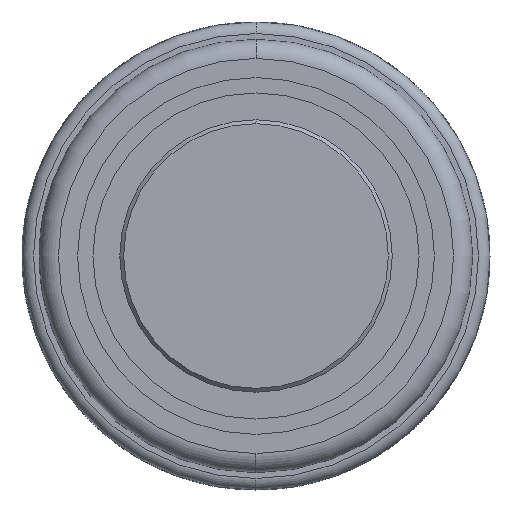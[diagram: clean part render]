
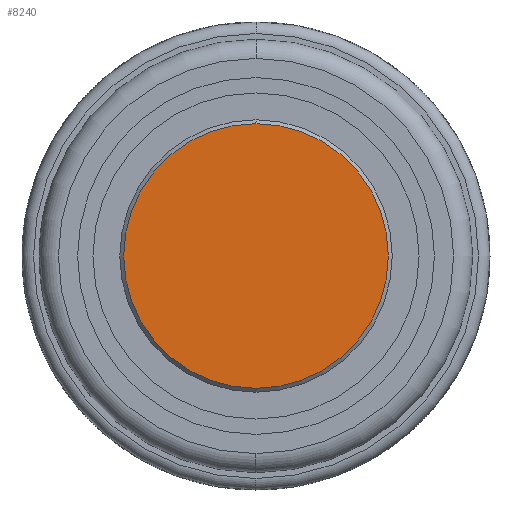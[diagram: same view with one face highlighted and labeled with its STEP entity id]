
A CAD part, left-side view. The second image highlights one B-rep face of the part: STEP entity #8240.
In plain terms, the highlighted planar face has unit normal (-1, 0, 0).
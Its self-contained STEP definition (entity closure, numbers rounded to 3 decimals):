
#374 = CIRCLE ( 'NONE', #34054, 34.5 ) ;
#6857 = ORIENTED_EDGE ( 'NONE', *, *, #38366, .T. ) ;
#8240 = ADVANCED_FACE ( 'Defeature ausgef�hrt1_151', ( #53153 ), #31172, .F. ) ;
#9492 = ORIENTED_EDGE ( 'NONE', *, *, #56167, .T. ) ;
#13205 = DIRECTION ( 'NONE',  ( 1., 0., 0. ) ) ;
#14564 = DIRECTION ( 'NONE',  ( 0., 0., -1. ) ) ;
#18632 = CARTESIAN_POINT ( 'NONE',  ( -13.957, 0., 0. ) ) ;
#19131 = AXIS2_PLACEMENT_3D ( 'NONE', #40424, #26965, #35997 ) ;
#22438 = CARTESIAN_POINT ( 'NONE',  ( -13.957, 27.5, 0. ) ) ;
#26965 = DIRECTION ( 'NONE',  ( -1., 0., 0. ) ) ;
#31172 = PLANE ( 'NONE',  #41541 ) ;
#34054 = AXIS2_PLACEMENT_3D ( 'NONE', #18632, #41141, #14564 ) ;
#35997 = DIRECTION ( 'NONE',  ( 0., 0., -1. ) ) ;
#38366 = EDGE_CURVE ( 'Defeature ausgef�hrt1_151+Defeature ausgef�hrt1_156+Defeature ausgef�hrt1_156+Defeature ausgef�hrt1_156', #45838, #56989, #374, .T. ) ;
#40424 = CARTESIAN_POINT ( 'NONE',  ( -13.957, 0., 0. ) ) ;
#40672 = CIRCLE ( 'NONE', #19131, 34.5 ) ;
#41141 = DIRECTION ( 'NONE',  ( -1., 0., 0. ) ) ;
#41541 = AXIS2_PLACEMENT_3D ( 'NONE', #22438, #13205, #44013 ) ;
#44013 = DIRECTION ( 'NONE',  ( 0., 0., -1. ) ) ;
#45838 = VERTEX_POINT ( 'NONE', #52456 ) ;
#52456 = CARTESIAN_POINT ( 'NONE',  ( -13.957, 0., 34.5 ) ) ;
#52901 = CARTESIAN_POINT ( 'NONE',  ( -13.957, 0., -34.5 ) ) ;
#53153 = FACE_OUTER_BOUND ( 'NONE', #56562, .T. ) ;
#56167 = EDGE_CURVE ( 'Defeature ausgef�hrt1_151+Defeature ausgef�hrt1_156+Defeature ausgef�hrt1_156+Defeature ausgef�hrt1_156', #56989, #45838, #40672, .T. ) ;
#56562 = EDGE_LOOP ( 'NONE', ( #9492, #6857 ) ) ;
#56989 = VERTEX_POINT ( 'NONE', #52901 ) ;
